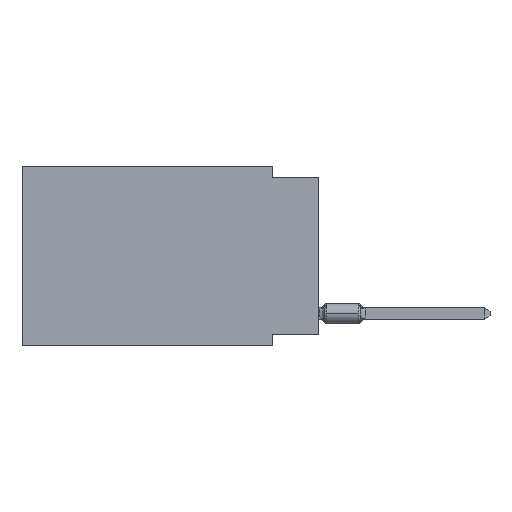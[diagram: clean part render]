
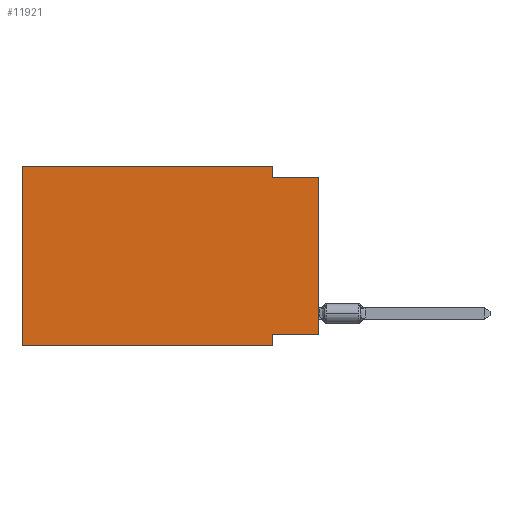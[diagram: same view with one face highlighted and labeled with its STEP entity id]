
A CAD part, left-side view. The second image highlights one B-rep face of the part: STEP entity #11921.
In plain terms, the highlighted planar face has unit normal (-1, 0, 0).
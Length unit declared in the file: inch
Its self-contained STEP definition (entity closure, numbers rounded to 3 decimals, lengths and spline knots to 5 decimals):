
#309 = VECTOR ( 'NONE', #16286, 39.37008 ) ;
#695 = ORIENTED_EDGE ( 'NONE', *, *, #10805, .F. ) ;
#743 = FACE_OUTER_BOUND ( 'NONE', #12826, .T. ) ;
#1042 = AXIS2_PLACEMENT_3D ( 'NONE', #2780, #17851, #9467 ) ;
#1991 = VERTEX_POINT ( 'NONE', #19007 ) ;
#2107 = LINE ( 'NONE', #15818, #9409 ) ;
#2178 = LINE ( 'NONE', #5789, #2246 ) ;
#2246 = VECTOR ( 'NONE', #9208, 39.37008 ) ;
#2337 = LINE ( 'NONE', #19311, #20542 ) ;
#2780 = CARTESIAN_POINT ( 'NONE',  ( 0., 0.645, 0. ) ) ;
#2860 = CARTESIAN_POINT ( 'NONE',  ( 0., 0., -0.365 ) ) ;
#4092 = VERTEX_POINT ( 'NONE', #13153 ) ;
#4384 = LINE ( 'NONE', #9702, #309 ) ;
#4540 = VERTEX_POINT ( 'NONE', #16925 ) ;
#4839 = VERTEX_POINT ( 'NONE', #11923 ) ;
#5249 = DIRECTION ( 'NONE',  ( 0., 0., -1. ) ) ;
#5325 = ORIENTED_EDGE ( 'NONE', *, *, #10102, .F. ) ;
#5335 = ORIENTED_EDGE ( 'NONE', *, *, #22318, .F. ) ;
#5637 = CARTESIAN_POINT ( 'NONE',  ( 0., 0., -0.025 ) ) ;
#5789 = CARTESIAN_POINT ( 'NONE',  ( 0., 0.645, 0. ) ) ;
#5794 = VERTEX_POINT ( 'NONE', #8444 ) ;
#5998 = VERTEX_POINT ( 'NONE', #9330 ) ;
#6267 = EDGE_CURVE ( 'NONE', #4839, #19713, #2178, .T. ) ;
#6489 = LINE ( 'NONE', #9898, #22013 ) ;
#7184 = VECTOR ( 'NONE', #12552, 39.37008 ) ;
#8220 = LINE ( 'NONE', #8446, #13348 ) ;
#8444 = CARTESIAN_POINT ( 'NONE',  ( 0., 0.1, -0.025 ) ) ;
#8446 = CARTESIAN_POINT ( 'NONE',  ( 0., 0., 0. ) ) ;
#8529 = EDGE_CURVE ( 'NONE', #11819, #4540, #8220, .T. ) ;
#8890 = CARTESIAN_POINT ( 'NONE',  ( 0., 0.1, 0. ) ) ;
#9208 = DIRECTION ( 'NONE',  ( 0., 0., 1. ) ) ;
#9330 = CARTESIAN_POINT ( 'NONE',  ( 0., 0.1, -0.39 ) ) ;
#9409 = VECTOR ( 'NONE', #12534, 39.37008 ) ;
#9467 = DIRECTION ( 'NONE',  ( 0., 0., -1. ) ) ;
#9702 = CARTESIAN_POINT ( 'NONE',  ( 0., 0.645, 0. ) ) ;
#9898 = CARTESIAN_POINT ( 'NONE',  ( 0., 0.1, -0.39 ) ) ;
#9918 = DIRECTION ( 'NONE',  ( 0., 0., 1. ) ) ;
#9969 = ORIENTED_EDGE ( 'NONE', *, *, #10749, .F. ) ;
#10102 = EDGE_CURVE ( 'NONE', #1991, #5998, #6489, .T. ) ;
#10155 = VECTOR ( 'NONE', #5249, 39.37008 ) ;
#10719 = DIRECTION ( 'NONE',  ( 0., -1., 0. ) ) ;
#10749 = EDGE_CURVE ( 'NONE', #5794, #4540, #21384, .T. ) ;
#10805 = EDGE_CURVE ( 'NONE', #19713, #4092, #4384, .T. ) ;
#11134 = EDGE_CURVE ( 'NONE', #4839, #5998, #2337, .T. ) ;
#11356 = ORIENTED_EDGE ( 'NONE', *, *, #14969, .F. ) ;
#11819 = VERTEX_POINT ( 'NONE', #2860 ) ;
#11850 = LINE ( 'NONE', #8890, #10155 ) ;
#11858 = ORIENTED_EDGE ( 'NONE', *, *, #6267, .F. ) ;
#11921 = ADVANCED_FACE ( 'NONE', ( #743 ), #21475, .F. ) ;
#11923 = CARTESIAN_POINT ( 'NONE',  ( 0., 0.645, -0.39 ) ) ;
#12534 = DIRECTION ( 'NONE',  ( 0., 1., 0. ) ) ;
#12552 = DIRECTION ( 'NONE',  ( 0., -1., 0. ) ) ;
#12826 = EDGE_LOOP ( 'NONE', ( #18215, #9969, #11356, #695, #11858, #16628, #5325, #5335 ) ) ;
#13153 = CARTESIAN_POINT ( 'NONE',  ( 0., 0.1, 0. ) ) ;
#13348 = VECTOR ( 'NONE', #9918, 39.37008 ) ;
#14969 = EDGE_CURVE ( 'NONE', #4092, #5794, #11850, .T. ) ;
#15818 = CARTESIAN_POINT ( 'NONE',  ( 0., 0., -0.365 ) ) ;
#16286 = DIRECTION ( 'NONE',  ( 0., -1., 0. ) ) ;
#16628 = ORIENTED_EDGE ( 'NONE', *, *, #11134, .T. ) ;
#16810 = DIRECTION ( 'NONE',  ( 0., 0., -1. ) ) ;
#16925 = CARTESIAN_POINT ( 'NONE',  ( 0., 0., -0.025 ) ) ;
#17851 = DIRECTION ( 'NONE',  ( 1., 0., 0. ) ) ;
#18215 = ORIENTED_EDGE ( 'NONE', *, *, #8529, .T. ) ;
#19007 = CARTESIAN_POINT ( 'NONE',  ( 0., 0.1, -0.365 ) ) ;
#19311 = CARTESIAN_POINT ( 'NONE',  ( 0., 0.645, -0.39 ) ) ;
#19713 = VERTEX_POINT ( 'NONE', #22017 ) ;
#20542 = VECTOR ( 'NONE', #10719, 39.37008 ) ;
#21384 = LINE ( 'NONE', #5637, #7184 ) ;
#21475 = PLANE ( 'NONE',  #1042 ) ;
#22013 = VECTOR ( 'NONE', #16810, 39.37008 ) ;
#22017 = CARTESIAN_POINT ( 'NONE',  ( 0., 0.645, 0. ) ) ;
#22318 = EDGE_CURVE ( 'NONE', #11819, #1991, #2107, .T. ) ;
